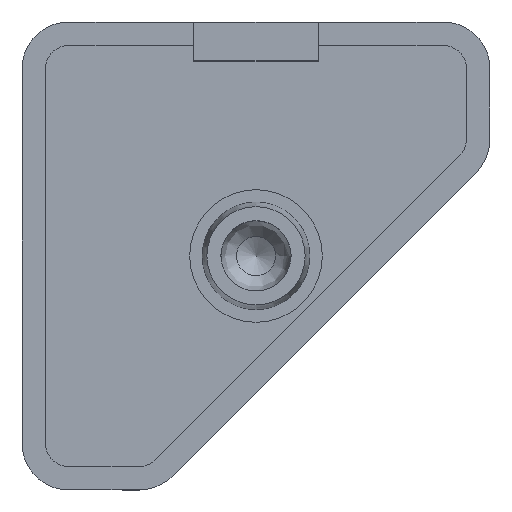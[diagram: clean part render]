
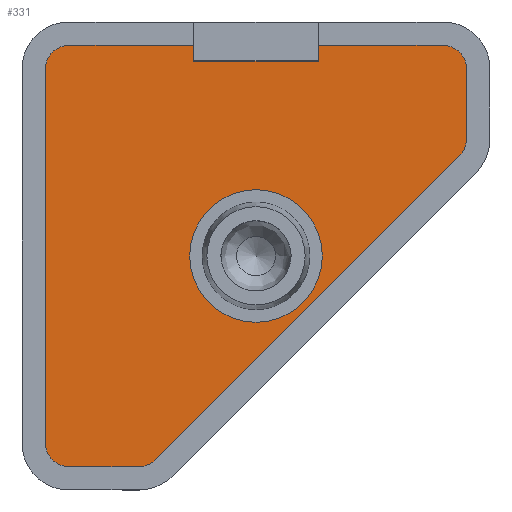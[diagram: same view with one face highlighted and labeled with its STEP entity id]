
A CAD part, top view. The second image highlights one B-rep face of the part: STEP entity #331.
In plain terms, the highlighted planar face has unit normal (0, 0, 1).
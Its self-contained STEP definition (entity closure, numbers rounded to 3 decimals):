
#75=CARTESIAN_POINT('',(4.0,13.5,-1.0));
#76=VERTEX_POINT('',#75);
#107=CARTESIAN_POINT('',(4.0,12.5,-1.0));
#108=VERTEX_POINT('',#107);
#115=CARTESIAN_POINT('',(4.0,13.5,-1.0));
#116=DIRECTION('',(0.0,-1.0,0.0));
#117=VECTOR('',#116,1.0);
#118=LINE('',#115,#117);
#119=EDGE_CURVE('',#76,#108,#118,.T.);
#129=CARTESIAN_POINT('',(-4.0,13.5,-1.0));
#130=VERTEX_POINT('',#129);
#139=CARTESIAN_POINT('',(-4.0,12.5,-1.0));
#140=VERTEX_POINT('',#139);
#141=CARTESIAN_POINT('',(-4.0,12.5,-1.0));
#142=DIRECTION('',(0.0,1.0,0.0));
#143=VECTOR('',#142,1.0);
#144=LINE('',#141,#143);
#145=EDGE_CURVE('',#140,#130,#144,.T.);
#193=CARTESIAN_POINT('',(4.0,12.5,-1.0));
#194=DIRECTION('',(-1.0,0.0,0.0));
#195=VECTOR('',#194,8.0);
#196=LINE('',#193,#195);
#197=EDGE_CURVE('',#108,#140,#196,.T.);
#219=CARTESIAN_POINT('',(-2.539,2.539,-1.0));
#220=DIRECTION('',(0.0,0.0,1.0));
#221=DIRECTION('',(1.0,0.0,0.0));
#222=AXIS2_PLACEMENT_3D('',#219,#220,#221);
#223=PLANE('',#222);
#224=ORIENTED_EDGE('',*,*,#119,.T.);
#225=ORIENTED_EDGE('',*,*,#197,.T.);
#226=ORIENTED_EDGE('',*,*,#145,.T.);
#227=CARTESIAN_POINT('',(-12.,13.5,-1.0));
#228=VERTEX_POINT('',#227);
#229=CARTESIAN_POINT('',(-4.,13.5,-1.0));
#230=DIRECTION('',(-1.0,0.0,0.0));
#231=VECTOR('',#230,8.);
#232=LINE('',#229,#231);
#233=EDGE_CURVE('',#130,#228,#232,.T.);
#234=ORIENTED_EDGE('',*,*,#233,.T.);
#235=CARTESIAN_POINT('',(-13.5,12.,-1.0));
#236=VERTEX_POINT('',#235);
#237=CARTESIAN_POINT('',(-12.,12.,-1.0));
#238=DIRECTION('',(0.0,0.0,1.0));
#239=DIRECTION('',(0.0,-1.0,0.0));
#240=AXIS2_PLACEMENT_3D('',#237,#238,#239);
#241=CIRCLE('',#240,1.5);
#242=EDGE_CURVE('',#228,#236,#241,.T.);
#243=ORIENTED_EDGE('',*,*,#242,.T.);
#244=CARTESIAN_POINT('',(-13.5,-12.,-1.0));
#245=VERTEX_POINT('',#244);
#246=CARTESIAN_POINT('',(-13.5,12.,-1.0));
#247=DIRECTION('',(0.0,-1.0,0.0));
#248=VECTOR('',#247,24.);
#249=LINE('',#246,#248);
#250=EDGE_CURVE('',#236,#245,#249,.T.);
#251=ORIENTED_EDGE('',*,*,#250,.T.);
#252=CARTESIAN_POINT('',(-12.,-13.5,-1.0));
#253=VERTEX_POINT('',#252);
#254=CARTESIAN_POINT('',(-12.,-12.,-1.0));
#255=DIRECTION('',(0.0,0.0,1.0));
#256=DIRECTION('',(1.0,0.0,0.0));
#257=AXIS2_PLACEMENT_3D('',#254,#255,#256);
#258=CIRCLE('',#257,1.5);
#259=EDGE_CURVE('',#245,#253,#258,.T.);
#260=ORIENTED_EDGE('',*,*,#259,.T.);
#261=CARTESIAN_POINT('',(-7.494,-13.5,-1.0));
#262=VERTEX_POINT('',#261);
#263=CARTESIAN_POINT('',(-12.,-13.5,-1.0));
#264=DIRECTION('',(1.0,0.0,0.0));
#265=VECTOR('',#264,4.506);
#266=LINE('',#263,#265);
#267=EDGE_CURVE('',#253,#262,#266,.T.);
#268=ORIENTED_EDGE('',*,*,#267,.T.);
#269=CARTESIAN_POINT('',(-6.434,-13.061,-1.0));
#270=VERTEX_POINT('',#269);
#271=CARTESIAN_POINT('',(-7.494,-12.,-1.0));
#272=DIRECTION('',(0.0,0.0,1.0));
#273=DIRECTION('',(0.0,1.0,0.0));
#274=AXIS2_PLACEMENT_3D('',#271,#272,#273);
#275=CIRCLE('',#274,1.5);
#276=EDGE_CURVE('',#262,#270,#275,.T.);
#277=ORIENTED_EDGE('',*,*,#276,.T.);
#278=CARTESIAN_POINT('',(13.061,6.434,-1.0));
#279=VERTEX_POINT('',#278);
#280=CARTESIAN_POINT('',(-6.434,-13.061,-1.0));
#281=DIRECTION('',(0.707,0.707,0.0));
#282=VECTOR('',#281,27.569);
#283=LINE('',#280,#282);
#284=EDGE_CURVE('',#270,#279,#283,.T.);
#285=ORIENTED_EDGE('',*,*,#284,.T.);
#286=CARTESIAN_POINT('',(13.5,7.494,-1.0));
#287=VERTEX_POINT('',#286);
#288=CARTESIAN_POINT('',(12.,7.494,-1.0));
#289=DIRECTION('',(0.0,0.0,1.0));
#290=DIRECTION('',(-0.707,0.707,0.0));
#291=AXIS2_PLACEMENT_3D('',#288,#289,#290);
#292=CIRCLE('',#291,1.5);
#293=EDGE_CURVE('',#279,#287,#292,.T.);
#294=ORIENTED_EDGE('',*,*,#293,.T.);
#295=CARTESIAN_POINT('',(13.5,12.,-1.0));
#296=VERTEX_POINT('',#295);
#297=CARTESIAN_POINT('',(13.5,7.494,-1.0));
#298=DIRECTION('',(0.0,1.0,0.0));
#299=VECTOR('',#298,4.506);
#300=LINE('',#297,#299);
#301=EDGE_CURVE('',#287,#296,#300,.T.);
#302=ORIENTED_EDGE('',*,*,#301,.T.);
#303=CARTESIAN_POINT('',(12.,13.5,-1.0));
#304=VERTEX_POINT('',#303);
#305=CARTESIAN_POINT('',(12.,12.,-1.0));
#306=DIRECTION('',(0.0,0.0,1.0));
#307=DIRECTION('',(-1.0,0.0,0.0));
#308=AXIS2_PLACEMENT_3D('',#305,#306,#307);
#309=CIRCLE('',#308,1.5);
#310=EDGE_CURVE('',#296,#304,#309,.T.);
#311=ORIENTED_EDGE('',*,*,#310,.T.);
#312=CARTESIAN_POINT('',(12.,13.5,-1.0));
#313=DIRECTION('',(-1.0,0.0,0.0));
#314=VECTOR('',#313,8.);
#315=LINE('',#312,#314);
#316=EDGE_CURVE('',#304,#76,#315,.T.);
#317=ORIENTED_EDGE('',*,*,#316,.T.);
#318=EDGE_LOOP('',(#224,#225,#226,#234,#243,#251,#260,#268,#277,#285,#294,#302,#311,#317));
#319=FACE_OUTER_BOUND('',#318,.T.);
#320=CARTESIAN_POINT('',(0.0,-4.25,-1.0));
#321=VERTEX_POINT('',#320);
#322=CARTESIAN_POINT('',(0.0,0.0,-1.0));
#323=DIRECTION('',(0.0,0.0,-1.0));
#324=DIRECTION('',(0.0,-1.0,0.0));
#325=AXIS2_PLACEMENT_3D('',#322,#323,#324);
#326=CIRCLE('',#325,4.25);
#327=EDGE_CURVE('',#321,#321,#326,.T.);
#328=ORIENTED_EDGE('',*,*,#327,.T.);
#329=EDGE_LOOP('',(#328));
#330=FACE_BOUND('',#329,.T.);
#331=ADVANCED_FACE('',(#319,#330),#223,.T.);
